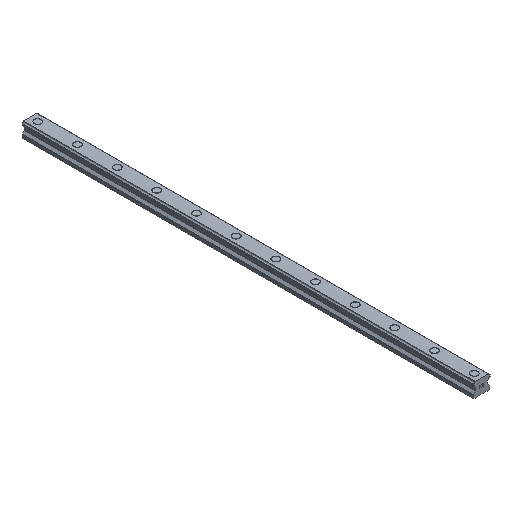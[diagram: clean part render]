
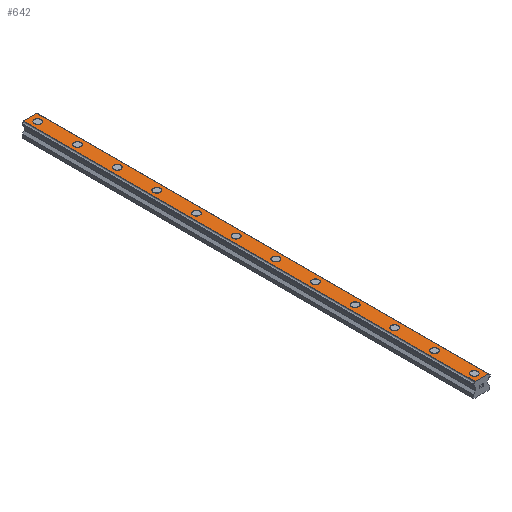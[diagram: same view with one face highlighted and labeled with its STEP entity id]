
A CAD part, isometric view. The second image highlights one B-rep face of the part: STEP entity #642.
In plain terms, the highlighted planar face has unit normal (0, 0, 1).
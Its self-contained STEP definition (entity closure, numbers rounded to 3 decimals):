
#642=ADVANCED_FACE('',(#1319,#1320,#1321,#1322,#1323,#1324,#1325,#1326,#1327,#1328,#1329,#1330,#1331),#1332,.T.);
#1319=FACE_BOUND('',#2036,.T.);
#1320=FACE_BOUND('',#2037,.T.);
#1321=FACE_BOUND('',#2038,.T.);
#1322=FACE_BOUND('',#2039,.T.);
#1323=FACE_BOUND('',#2040,.T.);
#1324=FACE_BOUND('',#2041,.T.);
#1325=FACE_BOUND('',#2042,.T.);
#1326=FACE_BOUND('',#2043,.T.);
#1327=FACE_BOUND('',#2044,.T.);
#1328=FACE_BOUND('',#2045,.T.);
#1329=FACE_BOUND('',#2046,.T.);
#1330=FACE_BOUND('',#2047,.T.);
#1331=FACE_OUTER_BOUND('',#2048,.T.);
#1332=PLANE('',#2049);
#2036=EDGE_LOOP('',(#3862,#3863));
#2037=EDGE_LOOP('',(#3864,#3865));
#2038=EDGE_LOOP('',(#3866,#3867));
#2039=EDGE_LOOP('',(#3868,#3869));
#2040=EDGE_LOOP('',(#3870,#3871));
#2041=EDGE_LOOP('',(#3872,#3873));
#2042=EDGE_LOOP('',(#3874,#3875));
#2043=EDGE_LOOP('',(#3876,#3877));
#2044=EDGE_LOOP('',(#3878,#3879));
#2045=EDGE_LOOP('',(#3880,#3881));
#2046=EDGE_LOOP('',(#3882,#3883));
#2047=EDGE_LOOP('',(#3884,#3885));
#2048=EDGE_LOOP('',(#3886,#3887,#3888,#3889));
#2049=AXIS2_PLACEMENT_3D('',#3890,#3891,#3892);
#3862=ORIENTED_EDGE('',*,*,#4235,.T.);
#3863=ORIENTED_EDGE('',*,*,#4713,.T.);
#3864=ORIENTED_EDGE('',*,*,#4225,.T.);
#3865=ORIENTED_EDGE('',*,*,#4719,.T.);
#3866=ORIENTED_EDGE('',*,*,#4215,.T.);
#3867=ORIENTED_EDGE('',*,*,#4725,.T.);
#3868=ORIENTED_EDGE('',*,*,#4205,.T.);
#3869=ORIENTED_EDGE('',*,*,#4731,.T.);
#3870=ORIENTED_EDGE('',*,*,#4195,.T.);
#3871=ORIENTED_EDGE('',*,*,#4737,.T.);
#3872=ORIENTED_EDGE('',*,*,#4185,.T.);
#3873=ORIENTED_EDGE('',*,*,#4743,.T.);
#3874=ORIENTED_EDGE('',*,*,#4175,.T.);
#3875=ORIENTED_EDGE('',*,*,#4749,.T.);
#3876=ORIENTED_EDGE('',*,*,#4165,.T.);
#3877=ORIENTED_EDGE('',*,*,#4755,.T.);
#3878=ORIENTED_EDGE('',*,*,#4155,.T.);
#3879=ORIENTED_EDGE('',*,*,#4761,.T.);
#3880=ORIENTED_EDGE('',*,*,#4145,.T.);
#3881=ORIENTED_EDGE('',*,*,#4767,.T.);
#3882=ORIENTED_EDGE('',*,*,#4135,.T.);
#3883=ORIENTED_EDGE('',*,*,#4773,.T.);
#3884=ORIENTED_EDGE('',*,*,#4125,.T.);
#3885=ORIENTED_EDGE('',*,*,#4779,.T.);
#3886=ORIENTED_EDGE('',*,*,#4688,.T.);
#3887=ORIENTED_EDGE('',*,*,#4834,.F.);
#3888=ORIENTED_EDGE('',*,*,#4550,.T.);
#3889=ORIENTED_EDGE('',*,*,#4832,.T.);
#3890=CARTESIAN_POINT('',(0.,910.0,29.));
#3891=DIRECTION('',(0.0,0.0,1.0));
#3892=DIRECTION('',(-1.0,0.0,0.0));
#4125=EDGE_CURVE('',#4898,#4895,#4899,.T.);
#4135=EDGE_CURVE('',#4916,#4913,#4917,.T.);
#4145=EDGE_CURVE('',#4934,#4931,#4935,.T.);
#4155=EDGE_CURVE('',#4952,#4949,#4953,.T.);
#4165=EDGE_CURVE('',#4970,#4967,#4971,.T.);
#4175=EDGE_CURVE('',#4988,#4985,#4989,.T.);
#4185=EDGE_CURVE('',#5006,#5003,#5007,.T.);
#4195=EDGE_CURVE('',#5024,#5021,#5025,.T.);
#4205=EDGE_CURVE('',#5042,#5039,#5043,.T.);
#4215=EDGE_CURVE('',#5060,#5057,#5061,.T.);
#4225=EDGE_CURVE('',#5078,#5075,#5079,.T.);
#4235=EDGE_CURVE('',#5096,#5093,#5097,.T.);
#4550=EDGE_CURVE('',#5563,#5561,#5564,.T.);
#4688=EDGE_CURVE('',#5794,#5792,#5795,.T.);
#4713=EDGE_CURVE('',#5093,#5096,#5842,.T.);
#4719=EDGE_CURVE('',#5075,#5078,#5848,.T.);
#4725=EDGE_CURVE('',#5057,#5060,#5854,.T.);
#4731=EDGE_CURVE('',#5039,#5042,#5860,.T.);
#4737=EDGE_CURVE('',#5021,#5024,#5866,.T.);
#4743=EDGE_CURVE('',#5003,#5006,#5872,.T.);
#4749=EDGE_CURVE('',#4985,#4988,#5878,.T.);
#4755=EDGE_CURVE('',#4967,#4970,#5884,.T.);
#4761=EDGE_CURVE('',#4949,#4952,#5890,.T.);
#4767=EDGE_CURVE('',#4931,#4934,#5896,.T.);
#4773=EDGE_CURVE('',#4913,#4916,#5902,.T.);
#4779=EDGE_CURVE('',#4895,#4898,#5908,.T.);
#4832=EDGE_CURVE('',#5561,#5794,#5961,.T.);
#4834=EDGE_CURVE('',#5563,#5792,#5963,.T.);
#4895=VERTEX_POINT('',#6026);
#4898=VERTEX_POINT('',#6030);
#4899=CIRCLE('',#6031,7.0);
#4913=VERTEX_POINT('',#6048);
#4916=VERTEX_POINT('',#6052);
#4917=CIRCLE('',#6053,7.0);
#4931=VERTEX_POINT('',#6070);
#4934=VERTEX_POINT('',#6074);
#4935=CIRCLE('',#6075,7.0);
#4949=VERTEX_POINT('',#6092);
#4952=VERTEX_POINT('',#6096);
#4953=CIRCLE('',#6097,7.0);
#4967=VERTEX_POINT('',#6114);
#4970=VERTEX_POINT('',#6118);
#4971=CIRCLE('',#6119,7.0);
#4985=VERTEX_POINT('',#6136);
#4988=VERTEX_POINT('',#6140);
#4989=CIRCLE('',#6141,7.0);
#5003=VERTEX_POINT('',#6158);
#5006=VERTEX_POINT('',#6162);
#5007=CIRCLE('',#6163,7.0);
#5021=VERTEX_POINT('',#6180);
#5024=VERTEX_POINT('',#6184);
#5025=CIRCLE('',#6185,7.0);
#5039=VERTEX_POINT('',#6202);
#5042=VERTEX_POINT('',#6206);
#5043=CIRCLE('',#6207,7.0);
#5057=VERTEX_POINT('',#6224);
#5060=VERTEX_POINT('',#6228);
#5061=CIRCLE('',#6229,7.0);
#5075=VERTEX_POINT('',#6246);
#5078=VERTEX_POINT('',#6250);
#5079=CIRCLE('',#6251,7.0);
#5093=VERTEX_POINT('',#6268);
#5096=VERTEX_POINT('',#6272);
#5097=CIRCLE('',#6273,7.0);
#5561=VERTEX_POINT('',#6889);
#5563=VERTEX_POINT('',#6892);
#5564=LINE('',#6893,#6894);
#5792=VERTEX_POINT('',#7212);
#5794=VERTEX_POINT('',#7215);
#5795=LINE('',#7216,#7217);
#5842=CIRCLE('',#7276,7.0);
#5848=CIRCLE('',#7282,7.0);
#5854=CIRCLE('',#7288,7.0);
#5860=CIRCLE('',#7294,7.0);
#5866=CIRCLE('',#7300,7.0);
#5872=CIRCLE('',#7306,7.0);
#5878=CIRCLE('',#7312,7.0);
#5884=CIRCLE('',#7318,7.0);
#5890=CIRCLE('',#7324,7.0);
#5896=CIRCLE('',#7330,7.0);
#5902=CIRCLE('',#7336,7.0);
#5908=CIRCLE('',#7342,7.0);
#5961=LINE('',#7419,#7420);
#5963=LINE('',#7422,#7423);
#6026=CARTESIAN_POINT('',(7.0,15.0,29.));
#6030=CARTESIAN_POINT('',(-7.0,15.0,29.));
#6031=AXIS2_PLACEMENT_3D('',#7507,#7508,#7509);
#6048=CARTESIAN_POINT('',(7.0,95.0,29.));
#6052=CARTESIAN_POINT('',(-7.0,95.0,29.));
#6053=AXIS2_PLACEMENT_3D('',#7523,#7524,#7525);
#6070=CARTESIAN_POINT('',(7.0,175.0,29.));
#6074=CARTESIAN_POINT('',(-7.0,175.0,29.));
#6075=AXIS2_PLACEMENT_3D('',#7539,#7540,#7541);
#6092=CARTESIAN_POINT('',(7.0,255.0,29.));
#6096=CARTESIAN_POINT('',(-7.0,255.0,29.));
#6097=AXIS2_PLACEMENT_3D('',#7555,#7556,#7557);
#6114=CARTESIAN_POINT('',(7.0,335.0,29.));
#6118=CARTESIAN_POINT('',(-7.0,335.0,29.));
#6119=AXIS2_PLACEMENT_3D('',#7571,#7572,#7573);
#6136=CARTESIAN_POINT('',(7.0,415.0,29.));
#6140=CARTESIAN_POINT('',(-7.0,415.0,29.));
#6141=AXIS2_PLACEMENT_3D('',#7587,#7588,#7589);
#6158=CARTESIAN_POINT('',(7.0,495.0,29.));
#6162=CARTESIAN_POINT('',(-7.0,495.0,29.));
#6163=AXIS2_PLACEMENT_3D('',#7603,#7604,#7605);
#6180=CARTESIAN_POINT('',(7.0,575.0,29.));
#6184=CARTESIAN_POINT('',(-7.0,575.0,29.));
#6185=AXIS2_PLACEMENT_3D('',#7619,#7620,#7621);
#6202=CARTESIAN_POINT('',(7.0,655.0,29.));
#6206=CARTESIAN_POINT('',(-7.0,655.0,29.));
#6207=AXIS2_PLACEMENT_3D('',#7635,#7636,#7637);
#6224=CARTESIAN_POINT('',(7.0,735.0,29.));
#6228=CARTESIAN_POINT('',(-7.0,735.0,29.));
#6229=AXIS2_PLACEMENT_3D('',#7651,#7652,#7653);
#6246=CARTESIAN_POINT('',(7.0,815.0,29.));
#6250=CARTESIAN_POINT('',(-7.0,815.0,29.));
#6251=AXIS2_PLACEMENT_3D('',#7667,#7668,#7669);
#6268=CARTESIAN_POINT('',(7.0,895.0,29.));
#6272=CARTESIAN_POINT('',(-7.0,895.0,29.));
#6273=AXIS2_PLACEMENT_3D('',#7683,#7684,#7685);
#6889=CARTESIAN_POINT('',(-13.251,910.0,29.));
#6892=CARTESIAN_POINT('',(13.251,910.0,29.));
#6893=CARTESIAN_POINT('',(13.251,910.0,29.));
#6894=VECTOR('',#8055,1.0);
#7212=CARTESIAN_POINT('',(13.251,0.0,29.));
#7215=CARTESIAN_POINT('',(-13.251,0.0,29.));
#7216=CARTESIAN_POINT('',(13.251,0.0,29.));
#7217=VECTOR('',#8213,1.0);
#7276=AXIS2_PLACEMENT_3D('',#8259,#8260,#8261);
#7282=AXIS2_PLACEMENT_3D('',#8268,#8269,#8270);
#7288=AXIS2_PLACEMENT_3D('',#8277,#8278,#8279);
#7294=AXIS2_PLACEMENT_3D('',#8286,#8287,#8288);
#7300=AXIS2_PLACEMENT_3D('',#8295,#8296,#8297);
#7306=AXIS2_PLACEMENT_3D('',#8304,#8305,#8306);
#7312=AXIS2_PLACEMENT_3D('',#8313,#8314,#8315);
#7318=AXIS2_PLACEMENT_3D('',#8322,#8323,#8324);
#7324=AXIS2_PLACEMENT_3D('',#8331,#8332,#8333);
#7330=AXIS2_PLACEMENT_3D('',#8340,#8341,#8342);
#7336=AXIS2_PLACEMENT_3D('',#8349,#8350,#8351);
#7342=AXIS2_PLACEMENT_3D('',#8358,#8359,#8360);
#7419=CARTESIAN_POINT('',(-13.251,910.0,29.));
#7420=VECTOR('',#8391,1.0);
#7422=CARTESIAN_POINT('',(13.251,910.0,29.));
#7423=VECTOR('',#8392,1.0);
#7507=CARTESIAN_POINT('',(0.0,15.0,29.));
#7508=DIRECTION('',(0.0,0.0,-1.0));
#7509=DIRECTION('',(1.0,0.0,0.0));
#7523=CARTESIAN_POINT('',(0.0,95.0,29.));
#7524=DIRECTION('',(0.0,0.0,-1.0));
#7525=DIRECTION('',(1.0,0.0,0.0));
#7539=CARTESIAN_POINT('',(0.0,175.0,29.));
#7540=DIRECTION('',(0.0,0.0,-1.0));
#7541=DIRECTION('',(1.0,0.0,0.0));
#7555=CARTESIAN_POINT('',(0.0,255.0,29.));
#7556=DIRECTION('',(0.0,0.0,-1.0));
#7557=DIRECTION('',(1.0,0.0,0.0));
#7571=CARTESIAN_POINT('',(0.0,335.0,29.));
#7572=DIRECTION('',(0.0,0.0,-1.0));
#7573=DIRECTION('',(1.0,0.0,0.0));
#7587=CARTESIAN_POINT('',(0.0,415.0,29.));
#7588=DIRECTION('',(0.0,0.0,-1.0));
#7589=DIRECTION('',(1.0,0.0,0.0));
#7603=CARTESIAN_POINT('',(0.0,495.0,29.));
#7604=DIRECTION('',(0.0,0.0,-1.0));
#7605=DIRECTION('',(1.0,0.0,0.0));
#7619=CARTESIAN_POINT('',(0.0,575.0,29.));
#7620=DIRECTION('',(0.0,0.0,-1.0));
#7621=DIRECTION('',(1.0,0.0,0.0));
#7635=CARTESIAN_POINT('',(0.0,655.0,29.));
#7636=DIRECTION('',(0.0,0.0,-1.0));
#7637=DIRECTION('',(1.0,0.0,0.0));
#7651=CARTESIAN_POINT('',(0.0,735.0,29.));
#7652=DIRECTION('',(0.0,0.0,-1.0));
#7653=DIRECTION('',(1.0,0.0,0.0));
#7667=CARTESIAN_POINT('',(0.0,815.0,29.));
#7668=DIRECTION('',(0.0,0.0,-1.0));
#7669=DIRECTION('',(1.0,0.0,0.0));
#7683=CARTESIAN_POINT('',(0.0,895.0,29.));
#7684=DIRECTION('',(0.0,0.0,-1.0));
#7685=DIRECTION('',(1.0,0.0,0.0));
#8055=DIRECTION('',(-1.0,0.0,0.0));
#8213=DIRECTION('',(1.0,0.0,0.0));
#8259=CARTESIAN_POINT('',(0.0,895.0,29.));
#8260=DIRECTION('',(0.0,0.0,-1.0));
#8261=DIRECTION('',(1.0,0.0,0.0));
#8268=CARTESIAN_POINT('',(0.0,815.0,29.));
#8269=DIRECTION('',(0.0,0.0,-1.0));
#8270=DIRECTION('',(1.0,0.0,0.0));
#8277=CARTESIAN_POINT('',(0.0,735.0,29.));
#8278=DIRECTION('',(0.0,0.0,-1.0));
#8279=DIRECTION('',(1.0,0.0,0.0));
#8286=CARTESIAN_POINT('',(0.0,655.0,29.));
#8287=DIRECTION('',(0.0,0.0,-1.0));
#8288=DIRECTION('',(1.0,0.0,0.0));
#8295=CARTESIAN_POINT('',(0.0,575.0,29.));
#8296=DIRECTION('',(0.0,0.0,-1.0));
#8297=DIRECTION('',(1.0,0.0,0.0));
#8304=CARTESIAN_POINT('',(0.0,495.0,29.));
#8305=DIRECTION('',(0.0,0.0,-1.0));
#8306=DIRECTION('',(1.0,0.0,0.0));
#8313=CARTESIAN_POINT('',(0.0,415.0,29.));
#8314=DIRECTION('',(0.0,0.0,-1.0));
#8315=DIRECTION('',(1.0,0.0,0.0));
#8322=CARTESIAN_POINT('',(0.0,335.0,29.));
#8323=DIRECTION('',(0.0,0.0,-1.0));
#8324=DIRECTION('',(1.0,0.0,0.0));
#8331=CARTESIAN_POINT('',(0.0,255.0,29.));
#8332=DIRECTION('',(0.0,0.0,-1.0));
#8333=DIRECTION('',(1.0,0.0,0.0));
#8340=CARTESIAN_POINT('',(0.0,175.0,29.));
#8341=DIRECTION('',(0.0,0.0,-1.0));
#8342=DIRECTION('',(1.0,0.0,0.0));
#8349=CARTESIAN_POINT('',(0.0,95.0,29.));
#8350=DIRECTION('',(0.0,0.0,-1.0));
#8351=DIRECTION('',(1.0,0.0,0.0));
#8358=CARTESIAN_POINT('',(0.0,15.0,29.));
#8359=DIRECTION('',(0.0,0.0,-1.0));
#8360=DIRECTION('',(1.0,0.0,0.0));
#8391=DIRECTION('',(0.0,-1.0,0.0));
#8392=DIRECTION('',(0.0,-1.0,0.0));
